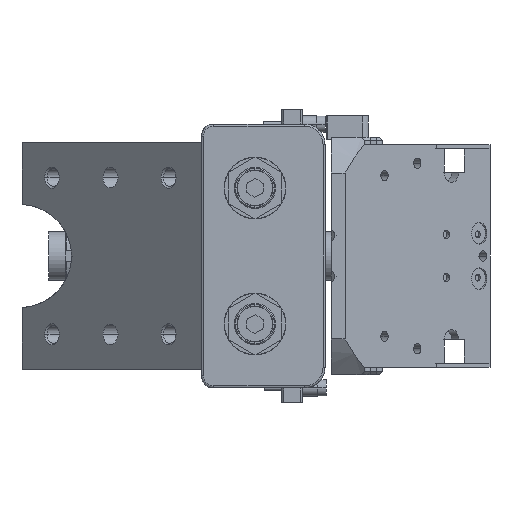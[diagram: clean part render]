
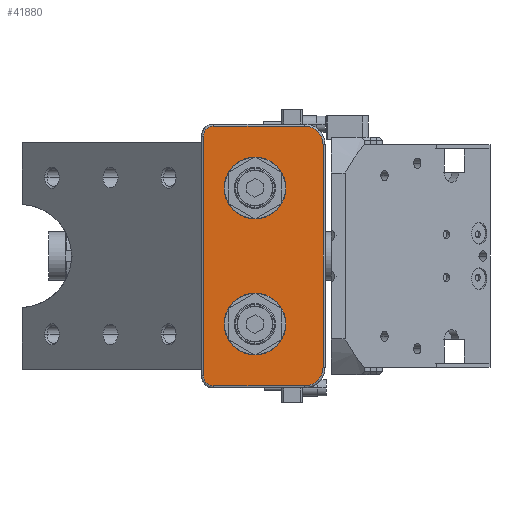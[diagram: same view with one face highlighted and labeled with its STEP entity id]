
A CAD part, left-side view. The second image highlights one B-rep face of the part: STEP entity #41880.
In plain terms, the highlighted face is planar.
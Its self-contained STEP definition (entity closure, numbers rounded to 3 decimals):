
#1240 = ORIENTED_EDGE ( 'NONE', *, *, #2973, .T. ) ;
#1634 = CARTESIAN_POINT ( 'NONE',  ( 54., 0., -20. ) ) ;
#2053 = EDGE_CURVE ( 'NONE', #28540, #4906, #20934, .T. ) ;
#2568 = EDGE_CURVE ( 'NONE', #38828, #13824, #45157, .T. ) ;
#2642 = ORIENTED_EDGE ( 'NONE', *, *, #36298, .F. ) ;
#2947 = LINE ( 'NONE', #21738, #11033 ) ;
#2973 = EDGE_CURVE ( 'NONE', #4906, #10048, #2947, .T. ) ;
#3112 = EDGE_CURVE ( 'NONE', #10048, #18692, #9910, .T. ) ;
#3586 = VERTEX_POINT ( 'NONE', #14574 ) ;
#3777 = ORIENTED_EDGE ( 'NONE', *, *, #2568, .T. ) ;
#4765 = EDGE_CURVE ( 'NONE', #33187, #38828, #26020, .T. ) ;
#4786 = ORIENTED_EDGE ( 'NONE', *, *, #31546, .T. ) ;
#4906 = VERTEX_POINT ( 'NONE', #13395 ) ;
#4947 = DIRECTION ( 'NONE',  ( 0., 0., -1. ) ) ;
#6077 = EDGE_LOOP ( 'NONE', ( #19760, #2642 ) ) ;
#6440 = CARTESIAN_POINT ( 'NONE',  ( -63., 0., 0. ) ) ;
#7475 = CIRCLE ( 'NONE', #12196, 9.25 ) ;
#8048 = CARTESIAN_POINT ( 'NONE',  ( 33., 0., 4. ) ) ;
#8447 = DIRECTION ( 'NONE',  ( 0., 0., -1. ) ) ;
#8658 = CARTESIAN_POINT ( 'NONE',  ( -58., 0., 24. ) ) ;
#9025 = AXIS2_PLACEMENT_3D ( 'NONE', #32353, #36074, #24605 ) ;
#9437 = CIRCLE ( 'NONE', #40296, 9.25 ) ;
#9910 = CIRCLE ( 'NONE', #38818, 9. ) ;
#9941 = CARTESIAN_POINT ( 'NONE',  ( -33., 0., 13.25 ) ) ;
#10048 = VERTEX_POINT ( 'NONE', #19933 ) ;
#11033 = VECTOR ( 'NONE', #33182, 1000. ) ;
#12067 = CARTESIAN_POINT ( 'NONE',  ( -63., 0., -20. ) ) ;
#12196 = AXIS2_PLACEMENT_3D ( 'NONE', #20955, #32094, #43361 ) ;
#13395 = CARTESIAN_POINT ( 'NONE',  ( -54., 0., -29. ) ) ;
#13667 = CARTESIAN_POINT ( 'NONE',  ( 58., 0., 29. ) ) ;
#13824 = VERTEX_POINT ( 'NONE', #26834 ) ;
#14574 = CARTESIAN_POINT ( 'NONE',  ( 33., 0., -5.25 ) ) ;
#16586 = ORIENTED_EDGE ( 'NONE', *, *, #3112, .T. ) ;
#16623 = ORIENTED_EDGE ( 'NONE', *, *, #2053, .T. ) ;
#17136 = CARTESIAN_POINT ( 'NONE',  ( 63., 0., 24. ) ) ;
#17222 = PLANE ( 'NONE',  #33643 ) ;
#18692 = VERTEX_POINT ( 'NONE', #31642 ) ;
#19658 = DIRECTION ( 'NONE',  ( 0., 0., -1. ) ) ;
#19760 = ORIENTED_EDGE ( 'NONE', *, *, #23604, .F. ) ;
#19933 = CARTESIAN_POINT ( 'NONE',  ( 54., 0., -29. ) ) ;
#20934 = CIRCLE ( 'NONE', #34181, 9. ) ;
#20955 = CARTESIAN_POINT ( 'NONE',  ( -33., 0., 4. ) ) ;
#21424 = DIRECTION ( 'NONE',  ( 0., 0., -1. ) ) ;
#21738 = CARTESIAN_POINT ( 'NONE',  ( 0., 0., -29. ) ) ;
#21748 = CARTESIAN_POINT ( 'NONE',  ( 33., 0., 13.25 ) ) ;
#22030 = ORIENTED_EDGE ( 'NONE', *, *, #35245, .T. ) ;
#22503 = LINE ( 'NONE', #17136, #45587 ) ;
#22770 = DIRECTION ( 'NONE',  ( 0., 0., -1. ) ) ;
#22869 = DIRECTION ( 'NONE',  ( 0., -1., 0. ) ) ;
#22936 = CARTESIAN_POINT ( 'NONE',  ( -54., 0., -20. ) ) ;
#23083 = DIRECTION ( 'NONE',  ( -1., 0., 0. ) ) ;
#23604 = EDGE_CURVE ( 'NONE', #3586, #33287, #36618, .T. ) ;
#24605 = DIRECTION ( 'NONE',  ( 0., 0., -1. ) ) ;
#26020 = LINE ( 'NONE', #41170, #31176 ) ;
#26275 = EDGE_CURVE ( 'NONE', #18692, #40250, #22503, .T. ) ;
#26702 = CARTESIAN_POINT ( 'NONE',  ( 63., 0., 24. ) ) ;
#26834 = CARTESIAN_POINT ( 'NONE',  ( -63., 0., 24. ) ) ;
#28089 = DIRECTION ( 'NONE',  ( 0., 0., 1. ) ) ;
#28540 = VERTEX_POINT ( 'NONE', #12067 ) ;
#28808 = EDGE_LOOP ( 'NONE', ( #29513, #42667 ) ) ;
#29513 = ORIENTED_EDGE ( 'NONE', *, *, #38620, .F. ) ;
#30201 = DIRECTION ( 'NONE',  ( 0., -1., 0. ) ) ;
#30390 = CIRCLE ( 'NONE', #9025, 5. ) ;
#31176 = VECTOR ( 'NONE', #23083, 1000. ) ;
#31226 = DIRECTION ( 'NONE',  ( 0., -1., 0. ) ) ;
#31525 = CARTESIAN_POINT ( 'NONE',  ( -33., 0., -5.25 ) ) ;
#31546 = EDGE_CURVE ( 'NONE', #13824, #28540, #37614, .T. ) ;
#31642 = CARTESIAN_POINT ( 'NONE',  ( 63., 0., -20. ) ) ;
#31906 = DIRECTION ( 'NONE',  ( 0., 0., -1. ) ) ;
#32094 = DIRECTION ( 'NONE',  ( 0., -1., 0. ) ) ;
#32353 = CARTESIAN_POINT ( 'NONE',  ( 58., 0., 24. ) ) ;
#33092 = EDGE_CURVE ( 'NONE', #43627, #43103, #46696, .T. ) ;
#33182 = DIRECTION ( 'NONE',  ( 1., 0., 0. ) ) ;
#33187 = VERTEX_POINT ( 'NONE', #13667 ) ;
#33287 = VERTEX_POINT ( 'NONE', #21748 ) ;
#33643 = AXIS2_PLACEMENT_3D ( 'NONE', #46709, #43320, #31906 ) ;
#34015 = CARTESIAN_POINT ( 'NONE',  ( -58., 0., 29. ) ) ;
#34181 = AXIS2_PLACEMENT_3D ( 'NONE', #22936, #30201, #22770 ) ;
#35245 = EDGE_CURVE ( 'NONE', #40250, #33187, #30390, .T. ) ;
#36074 = DIRECTION ( 'NONE',  ( 0., -1., 0. ) ) ;
#36255 = FACE_BOUND ( 'NONE', #6077, .T. ) ;
#36298 = EDGE_CURVE ( 'NONE', #33287, #3586, #9437, .T. ) ;
#36618 = CIRCLE ( 'NONE', #43788, 9.25 ) ;
#36814 = FACE_OUTER_BOUND ( 'NONE', #41139, .T. ) ;
#37614 = LINE ( 'NONE', #6440, #40482 ) ;
#37729 = CARTESIAN_POINT ( 'NONE',  ( 33., 0., 4. ) ) ;
#38620 = EDGE_CURVE ( 'NONE', #43103, #43627, #7475, .T. ) ;
#38818 = AXIS2_PLACEMENT_3D ( 'NONE', #1634, #31226, #8447 ) ;
#38828 = VERTEX_POINT ( 'NONE', #34015 ) ;
#39103 = FACE_BOUND ( 'NONE', #28808, .T. ) ;
#40076 = DIRECTION ( 'NONE',  ( 0., 0., -1. ) ) ;
#40250 = VERTEX_POINT ( 'NONE', #26702 ) ;
#40296 = AXIS2_PLACEMENT_3D ( 'NONE', #37729, #22869, #44784 ) ;
#40482 = VECTOR ( 'NONE', #40076, 1000. ) ;
#41130 = AXIS2_PLACEMENT_3D ( 'NONE', #46735, #43674, #21424 ) ;
#41139 = EDGE_LOOP ( 'NONE', ( #44473, #3777, #4786, #16623, #1240, #16586, #44157, #22030 ) ) ;
#41170 = CARTESIAN_POINT ( 'NONE',  ( -58., 0., 29. ) ) ;
#41880 = ADVANCED_FACE ( 'NONE', ( #36814, #36255, #39103 ), #17222, .T. ) ;
#42667 = ORIENTED_EDGE ( 'NONE', *, *, #33092, .F. ) ;
#43103 = VERTEX_POINT ( 'NONE', #31525 ) ;
#43320 = DIRECTION ( 'NONE',  ( 0., -1., 0. ) ) ;
#43361 = DIRECTION ( 'NONE',  ( 0., 0., -1. ) ) ;
#43627 = VERTEX_POINT ( 'NONE', #9941 ) ;
#43674 = DIRECTION ( 'NONE',  ( 0., -1., 0. ) ) ;
#43767 = AXIS2_PLACEMENT_3D ( 'NONE', #8658, #44981, #19658 ) ;
#43788 = AXIS2_PLACEMENT_3D ( 'NONE', #8048, #44843, #4947 ) ;
#44157 = ORIENTED_EDGE ( 'NONE', *, *, #26275, .T. ) ;
#44473 = ORIENTED_EDGE ( 'NONE', *, *, #4765, .T. ) ;
#44784 = DIRECTION ( 'NONE',  ( 0., 0., -1. ) ) ;
#44843 = DIRECTION ( 'NONE',  ( 0., -1., 0. ) ) ;
#44981 = DIRECTION ( 'NONE',  ( 0., -1., 0. ) ) ;
#45157 = CIRCLE ( 'NONE', #43767, 5. ) ;
#45587 = VECTOR ( 'NONE', #28089, 1000. ) ;
#46696 = CIRCLE ( 'NONE', #41130, 9.25 ) ;
#46709 = CARTESIAN_POINT ( 'NONE',  ( 0., 0., 0. ) ) ;
#46735 = CARTESIAN_POINT ( 'NONE',  ( -33., 0., 4. ) ) ;
